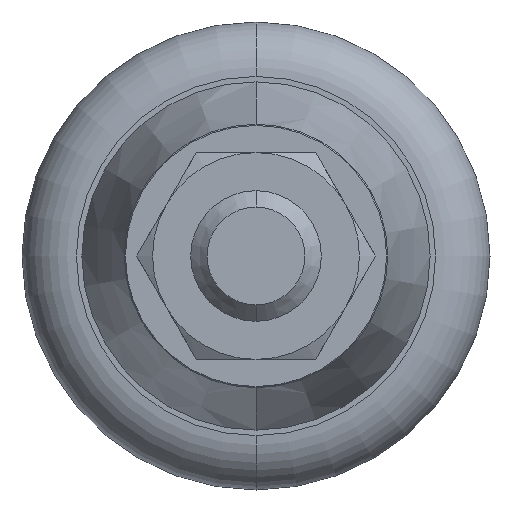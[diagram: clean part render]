
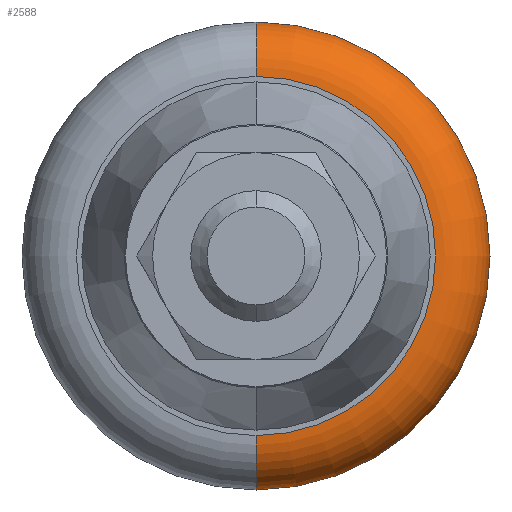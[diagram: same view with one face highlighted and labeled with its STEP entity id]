
A CAD part, left-side view. The second image highlights one B-rep face of the part: STEP entity #2588.
In plain terms, the highlighted toroidal (fillet/blend) face has major radius 16.5 mm and minor radius 5 mm.
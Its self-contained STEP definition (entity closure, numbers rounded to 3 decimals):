
#18 = DIRECTION ( 'NONE',  ( 0., 1., 0. ) ) ;
#389 = TOROIDAL_SURFACE ( 'NONE', #2772, 16.5, 5. ) ;
#535 = DIRECTION ( 'NONE',  ( 0., 0., -1. ) ) ;
#584 = DIRECTION ( 'NONE',  ( 0., -1., 0. ) ) ;
#650 = CARTESIAN_POINT ( 'NONE',  ( 0., -1.9, -21.5 ) ) ;
#688 = ORIENTED_EDGE ( 'NONE', *, *, #843, .F. ) ;
#843 = EDGE_CURVE ( 'NONE', #903, #1405, #2564, .T. ) ;
#864 = CARTESIAN_POINT ( 'NONE',  ( 0., -6.9, -16.5 ) ) ;
#903 = VERTEX_POINT ( 'NONE', #864 ) ;
#969 = AXIS2_PLACEMENT_3D ( 'NONE', #1301, #1726, #2776 ) ;
#1020 = CARTESIAN_POINT ( 'NONE',  ( 0., -1.9, 0. ) ) ;
#1119 = FACE_OUTER_BOUND ( 'NONE', #1854, .T. ) ;
#1165 = CIRCLE ( 'NONE', #2111, 5. ) ;
#1212 = ORIENTED_EDGE ( 'NONE', *, *, #2036, .F. ) ;
#1221 = CARTESIAN_POINT ( 'NONE',  ( 0., -1.9, -16.5 ) ) ;
#1245 = DIRECTION ( 'NONE',  ( 1., 0., 0. ) ) ;
#1300 = DIRECTION ( 'NONE',  ( 0., 0., 1. ) ) ;
#1301 = CARTESIAN_POINT ( 'NONE',  ( 0., -1.9, 16.5 ) ) ;
#1405 = VERTEX_POINT ( 'NONE', #1872 ) ;
#1443 = EDGE_CURVE ( 'NONE', #903, #2406, #1165, .T. ) ;
#1489 = CARTESIAN_POINT ( 'NONE',  ( 0., -1.9, 21.5 ) ) ;
#1504 = CARTESIAN_POINT ( 'NONE',  ( 0., -1.9, 0. ) ) ;
#1610 = AXIS2_PLACEMENT_3D ( 'NONE', #2518, #584, #2310 ) ;
#1639 = ORIENTED_EDGE ( 'NONE', *, *, #2727, .F. ) ;
#1726 = DIRECTION ( 'NONE',  ( -1., 0., 0. ) ) ;
#1854 = EDGE_LOOP ( 'NONE', ( #688, #2203, #1212, #1639 ) ) ;
#1872 = CARTESIAN_POINT ( 'NONE',  ( 0., -6.9, 16.5 ) ) ;
#1992 = VERTEX_POINT ( 'NONE', #1489 ) ;
#2036 = EDGE_CURVE ( 'NONE', #1992, #2406, #2769, .T. ) ;
#2099 = AXIS2_PLACEMENT_3D ( 'NONE', #1504, #2363, #1300 ) ;
#2111 = AXIS2_PLACEMENT_3D ( 'NONE', #1221, #1245, #535 ) ;
#2193 = CIRCLE ( 'NONE', #969, 5. ) ;
#2203 = ORIENTED_EDGE ( 'NONE', *, *, #1443, .T. ) ;
#2310 = DIRECTION ( 'NONE',  ( 0., 0., 1. ) ) ;
#2363 = DIRECTION ( 'NONE',  ( 0., 1., 0. ) ) ;
#2406 = VERTEX_POINT ( 'NONE', #650 ) ;
#2518 = CARTESIAN_POINT ( 'NONE',  ( 0., -6.9, 0. ) ) ;
#2564 = CIRCLE ( 'NONE', #1610, 16.5 ) ;
#2588 = ADVANCED_FACE ( 'NONE', ( #1119 ), #389, .T. ) ;
#2611 = DIRECTION ( 'NONE',  ( 0., 0., 1. ) ) ;
#2727 = EDGE_CURVE ( 'NONE', #1405, #1992, #2193, .T. ) ;
#2769 = CIRCLE ( 'NONE', #2099, 21.5 ) ;
#2772 = AXIS2_PLACEMENT_3D ( 'NONE', #1020, #18, #2611 ) ;
#2776 = DIRECTION ( 'NONE',  ( 0., 0., 1. ) ) ;
